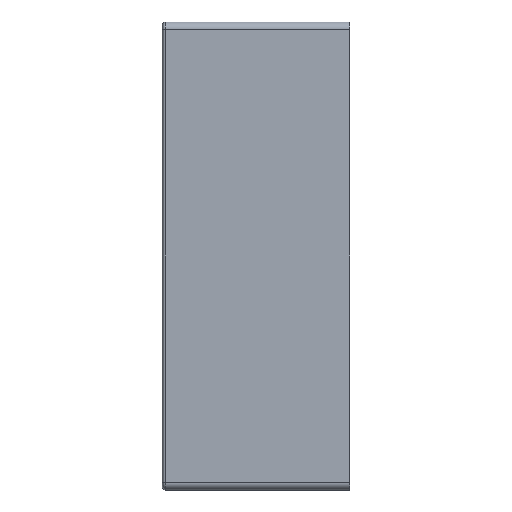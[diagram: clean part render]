
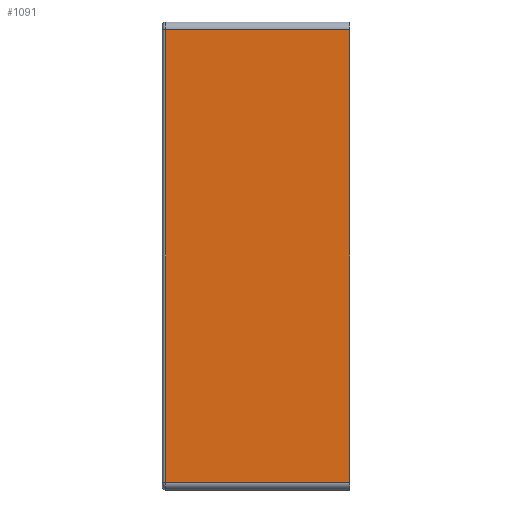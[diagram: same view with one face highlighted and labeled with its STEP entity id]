
A CAD part, left-side view. The second image highlights one B-rep face of the part: STEP entity #1091.
In plain terms, the highlighted planar face has unit normal (-1, 0, 0).
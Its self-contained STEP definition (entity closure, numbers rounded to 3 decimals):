
#193=FACE_OUTER_BOUND('',#263,.T.);
#263=EDGE_LOOP('',(#911,#912,#913,#914));
#342=LINE('',#1911,#422);
#346=LINE('',#1924,#426);
#347=LINE('',#1926,#427);
#348=LINE('',#1927,#428);
#422=VECTOR('',#1529,10.);
#426=VECTOR('',#1545,10.);
#427=VECTOR('',#1546,10.);
#428=VECTOR('',#1547,10.);
#519=VERTEX_POINT('',#1903);
#521=VERTEX_POINT('',#1909);
#524=VERTEX_POINT('',#1923);
#525=VERTEX_POINT('',#1925);
#657=EDGE_CURVE('',#521,#519,#342,.T.);
#664=EDGE_CURVE('',#524,#521,#346,.T.);
#665=EDGE_CURVE('',#525,#524,#347,.T.);
#666=EDGE_CURVE('',#519,#525,#348,.T.);
#911=ORIENTED_EDGE('',*,*,#657,.F.);
#912=ORIENTED_EDGE('',*,*,#664,.F.);
#913=ORIENTED_EDGE('',*,*,#665,.F.);
#914=ORIENTED_EDGE('',*,*,#666,.F.);
#1036=PLANE('',#1232);
#1091=ADVANCED_FACE('',(#193),#1036,.T.);
#1232=AXIS2_PLACEMENT_3D('',#1922,#1543,#1544);
#1529=DIRECTION('',(0.,0.,1.));
#1543=DIRECTION('center_axis',(-1.,0.,0.));
#1544=DIRECTION('ref_axis',(0.,0.,1.));
#1545=DIRECTION('',(0.,1.,0.));
#1546=DIRECTION('',(0.,0.,-1.));
#1547=DIRECTION('',(0.,-1.,0.));
#1903=CARTESIAN_POINT('',(-10.,59.,72.5));
#1909=CARTESIAN_POINT('',(-10.,59.,-72.5));
#1911=CARTESIAN_POINT('',(-10.,59.,-37.5));
#1922=CARTESIAN_POINT('Origin',(-10.,0.,-75.));
#1923=CARTESIAN_POINT('',(-10.,0.,-72.5));
#1924=CARTESIAN_POINT('',(-10.,0.,-72.5));
#1925=CARTESIAN_POINT('',(-10.,0.,72.5));
#1926=CARTESIAN_POINT('',(-10.,0.,75.));
#1927=CARTESIAN_POINT('',(-10.,0.,72.5));
